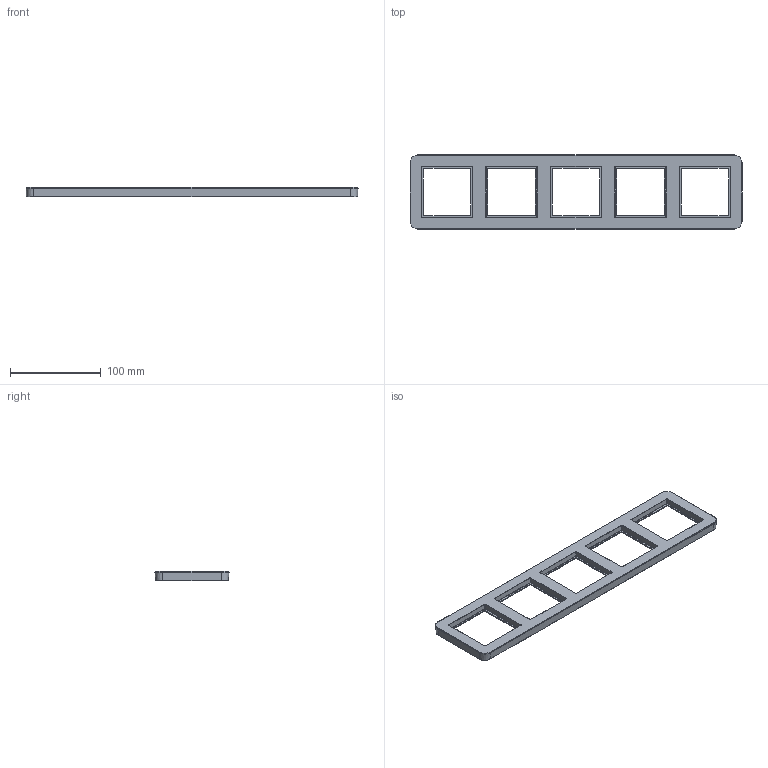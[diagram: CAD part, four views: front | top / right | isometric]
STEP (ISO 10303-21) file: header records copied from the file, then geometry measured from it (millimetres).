
FILE_DESCRIPTION((''),'2;1');
FILE_NAME('WAD7500_GEN_ASM','2025-04-09T08:20:58',('andolfs'),(''),'CREO PARAMETRIC BY PTC INC, 2023154','CREO PARAMETRIC BY PTC INC, 2023154','');
FILE_SCHEMA(('CONFIG_CONTROL_DESIGN','SHAPE_APPEARANCE_LAYERS_GROUPS'));
Products named in the file (3): W4G0079_18; W1A2318_GEN; WAD7500_GEN_ASM
Assembly tree (2 placements, depth 2):
  WAD7500_GEN_ASM
    W4G0079_18
    W1A2318_GEN
Bounding box: 365.5 x 81.5 x 10 mm (x, y, z)
Volume: 46289.2 mm3; surface area: 61202.5 mm2
Topology: 1 solids, 1 shells, 3780 faces, 10045 edges, 6474 vertices
Faces by surface type: plane 1531, extrusion 814, bspline 680, cylinder 615, torus 68, cone 52, revolution 20
Entity records: 213070 total; most frequent: CARTESIAN_POINT 98754, ORIENTED_EDGE 20090, DIRECTION 13187, EDGE_CURVE 10045, VERTEX_POINT 6474, VECTOR 6375, LINE 5561, PRESENTATION_STYLE_ASSIGNMENT 4574
